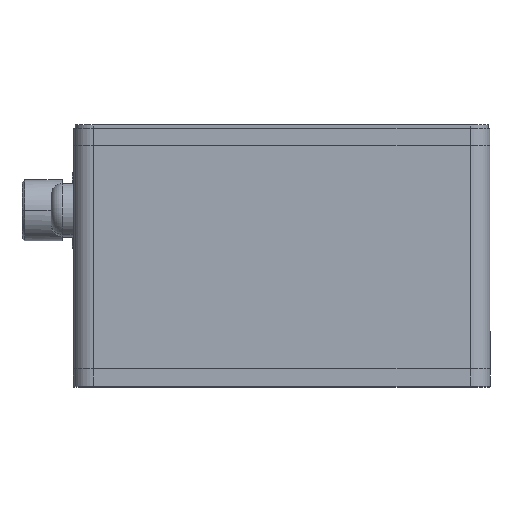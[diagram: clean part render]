
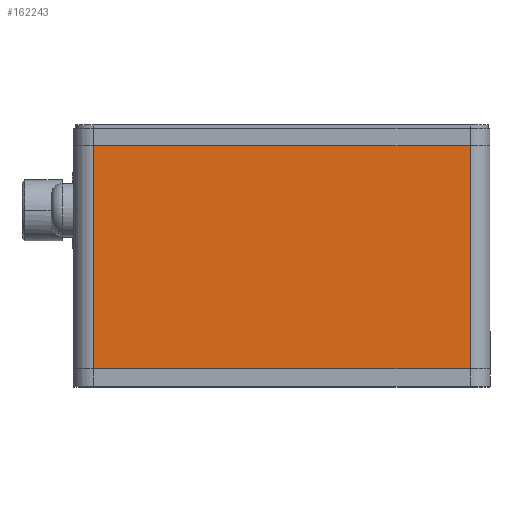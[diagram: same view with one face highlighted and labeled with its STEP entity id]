
A CAD part, top view. The second image highlights one B-rep face of the part: STEP entity #162243.
In plain terms, the highlighted planar face has unit normal (0, 0, 1).
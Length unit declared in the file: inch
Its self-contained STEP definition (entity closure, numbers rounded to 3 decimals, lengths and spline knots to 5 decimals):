
#11899 = ORIENTED_EDGE ( 'NONE', *, *, #135606, .F. ) ;
#11982 = LINE ( 'NONE', #119735, #31617 ) ;
#16130 = ORIENTED_EDGE ( 'NONE', *, *, #81563, .T. ) ;
#22170 = VECTOR ( 'NONE', #69136, 39.37008 ) ;
#26737 = VERTEX_POINT ( 'NONE', #183694 ) ;
#29065 = DIRECTION ( 'NONE',  ( 0., 0., -1. ) ) ;
#30046 = VECTOR ( 'NONE', #103420, 39.37008 ) ;
#31617 = VECTOR ( 'NONE', #167887, 39.37008 ) ;
#32376 = EDGE_LOOP ( 'NONE', ( #11899, #164928, #50704, #16130 ) ) ;
#45148 = FACE_OUTER_BOUND ( 'NONE', #32376, .T. ) ;
#50704 = ORIENTED_EDGE ( 'NONE', *, *, #77114, .T. ) ;
#51352 = VERTEX_POINT ( 'NONE', #139019 ) ;
#55759 = CARTESIAN_POINT ( 'NONE',  ( 0.68722, 0.51333, 1.52491 ) ) ;
#55959 = CARTESIAN_POINT ( 'NONE',  ( 0.60848, 0.51333, 1.52491 ) ) ;
#69136 = DIRECTION ( 'NONE',  ( 0., 1., 0. ) ) ;
#73431 = PLANE ( 'NONE',  #184447 ) ;
#75455 = EDGE_CURVE ( 'NONE', #26737, #51352, #11982, .T. ) ;
#75610 = DIRECTION ( 'NONE',  ( 1., 0., 0. ) ) ;
#77114 = EDGE_CURVE ( 'NONE', #51352, #197203, #180829, .T. ) ;
#81563 = EDGE_CURVE ( 'NONE', #197203, #198900, #163571, .T. ) ;
#95361 = CARTESIAN_POINT ( 'NONE',  ( 0.60848, -0.3725, 1.52491 ) ) ;
#103420 = DIRECTION ( 'NONE',  ( 1., 0., 0. ) ) ;
#119735 = CARTESIAN_POINT ( 'NONE',  ( -0.88758, 0.51333, 1.52491 ) ) ;
#133231 = LINE ( 'NONE', #55759, #182286 ) ;
#135606 = EDGE_CURVE ( 'NONE', #26737, #198900, #133231, .T. ) ;
#139019 = CARTESIAN_POINT ( 'NONE',  ( -0.88758, -0.3725, 1.52491 ) ) ;
#146814 = CARTESIAN_POINT ( 'NONE',  ( 0.60848, 0.51333, 1.52491 ) ) ;
#150798 = CARTESIAN_POINT ( 'NONE',  ( 0.68722, 0.51333, 1.52491 ) ) ;
#162243 = ADVANCED_FACE ( 'NONE', ( #45148 ), #73431, .F. ) ;
#163571 = LINE ( 'NONE', #55959, #22170 ) ;
#164928 = ORIENTED_EDGE ( 'NONE', *, *, #75455, .T. ) ;
#165699 = CARTESIAN_POINT ( 'NONE',  ( 0.68722, -0.3725, 1.52491 ) ) ;
#167887 = DIRECTION ( 'NONE',  ( 0., -1., 0. ) ) ;
#172616 = DIRECTION ( 'NONE',  ( -1., 0., 0. ) ) ;
#180829 = LINE ( 'NONE', #165699, #30046 ) ;
#182286 = VECTOR ( 'NONE', #75610, 39.37008 ) ;
#183694 = CARTESIAN_POINT ( 'NONE',  ( -0.88758, 0.51333, 1.52491 ) ) ;
#184447 = AXIS2_PLACEMENT_3D ( 'NONE', #150798, #29065, #172616 ) ;
#197203 = VERTEX_POINT ( 'NONE', #95361 ) ;
#198900 = VERTEX_POINT ( 'NONE', #146814 ) ;
